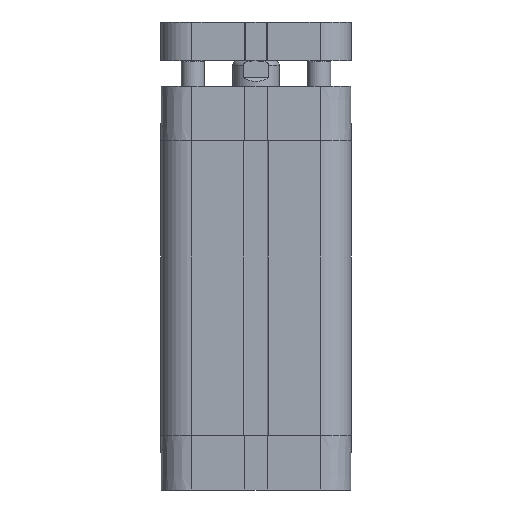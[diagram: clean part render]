
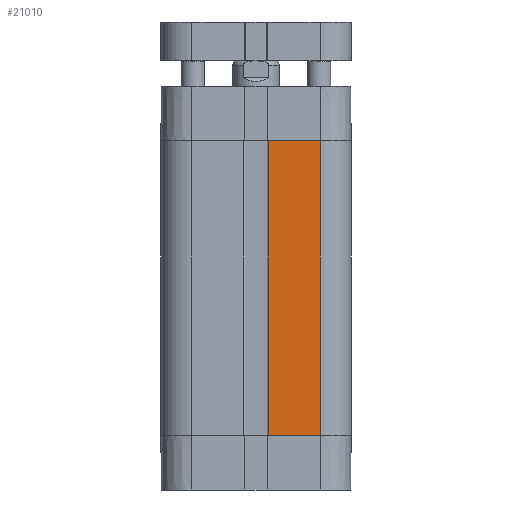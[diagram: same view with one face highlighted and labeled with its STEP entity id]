
A CAD part, left-side view. The second image highlights one B-rep face of the part: STEP entity #21010.
In plain terms, the highlighted planar face has unit normal (-1, 0, 0).
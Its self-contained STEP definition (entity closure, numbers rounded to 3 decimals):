
#535=LINE('',#28651,#1813);
#537=LINE('',#28656,#1815);
#538=LINE('',#28658,#1816);
#539=LINE('',#28660,#1817);
#1813=VECTOR('',#24512,1000.);
#1815=VECTOR('',#24518,1000.);
#1816=VECTOR('',#24519,1000.);
#1817=VECTOR('',#24520,1000.);
#4429=ORIENTED_EDGE('',*,*,#8270,.F.);
#4430=ORIENTED_EDGE('',*,*,#8273,.F.);
#4431=ORIENTED_EDGE('',*,*,#8274,.T.);
#4432=ORIENTED_EDGE('',*,*,#8275,.T.);
#8270=EDGE_CURVE('',#10285,#10286,#535,.T.);
#8273=EDGE_CURVE('',#10287,#10285,#537,.T.);
#8274=EDGE_CURVE('',#10287,#10288,#538,.T.);
#8275=EDGE_CURVE('',#10288,#10286,#539,.T.);
#10285=VERTEX_POINT('',#28650);
#10286=VERTEX_POINT('',#28652);
#10287=VERTEX_POINT('',#28657);
#10288=VERTEX_POINT('',#28659);
#12060=EDGE_LOOP('',(#4429,#4430,#4431,#4432));
#13188=FACE_BOUND('',#12060,.T.);
#14121=PLANE('',#22248);
#21010=ADVANCED_FACE('',(#13188),#14121,.T.);
#22248=AXIS2_PLACEMENT_3D('',#28655,#24516,#24517);
#24512=DIRECTION('',(0.,0.,1.));
#24516=DIRECTION('',(-1.,0.,0.));
#24517=DIRECTION('',(0.,0.,-1.));
#24518=DIRECTION('',(0.,1.,0.));
#24519=DIRECTION('',(0.,0.,1.));
#24520=DIRECTION('',(0.,1.,0.));
#28650=CARTESIAN_POINT('',(-24.5,-3.1,-40.9));
#28651=CARTESIAN_POINT('',(-24.5,-3.1,14.1));
#28652=CARTESIAN_POINT('',(-24.5,-3.1,34.9));
#28655=CARTESIAN_POINT('',(-24.5,-16.5,14.1));
#28656=CARTESIAN_POINT('',(-24.5,-16.5,-40.9));
#28657=CARTESIAN_POINT('',(-24.5,-16.5,-40.9));
#28658=CARTESIAN_POINT('',(-24.5,-16.5,14.1));
#28659=CARTESIAN_POINT('',(-24.5,-16.5,34.9));
#28660=CARTESIAN_POINT('',(-24.5,-16.5,34.9));
